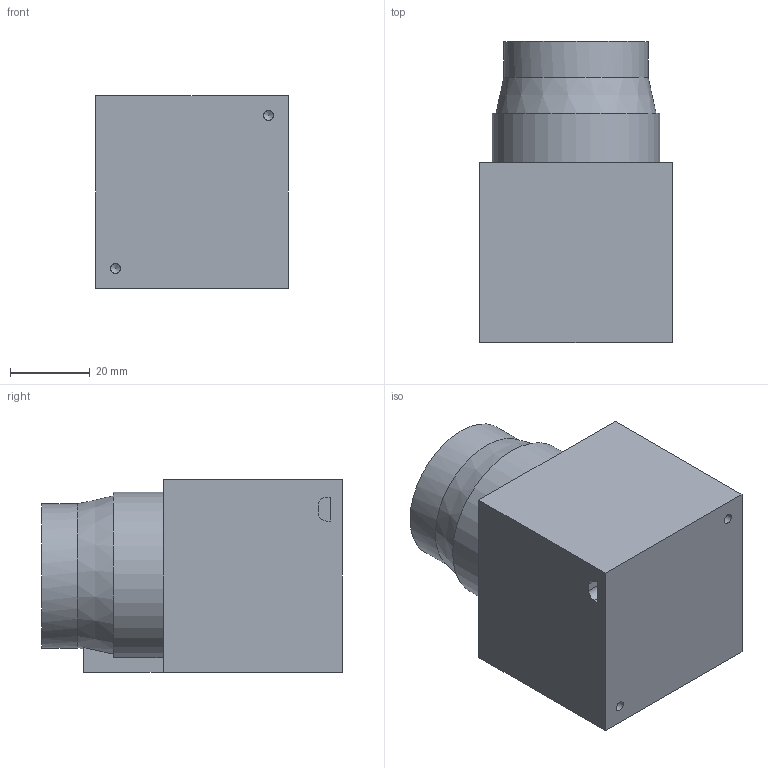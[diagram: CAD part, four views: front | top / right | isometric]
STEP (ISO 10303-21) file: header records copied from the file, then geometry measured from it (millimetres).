
FILE_DESCRIPTION((' '),'2;1');
FILE_NAME('hokuyo 4m.stp','2015-02-02T14:26:37',(' '),(' '),' ','ACIS',' ');
FILE_SCHEMA(('CONFIG_CONTROL_DESIGN'));
Length unit declared in the file: millimetre
Products named in the file (1): hokuyo 4m.stp
Bounding box: 48.4 x 75.5 x 48.4 mm (x, y, z)
Volume: 142947.4 mm3; surface area: 17334.1 mm2
Topology: 1 solids, 1 shells, 26 faces, 67 edges, 44 vertices
Faces by surface type: plane 16, cylinder 4, bspline 4, cone 2
Full cylindrical faces by diameter (mm): 36.265 x1
Entity records: 847 total; most frequent: CARTESIAN_POINT 190, DIRECTION 110, ORIENTED_EDGE 108, EDGE_CURVE 54, VERTEX_POINT 38, VECTOR 38, LINE 38, AXIS2_PLACEMENT_3D 36
